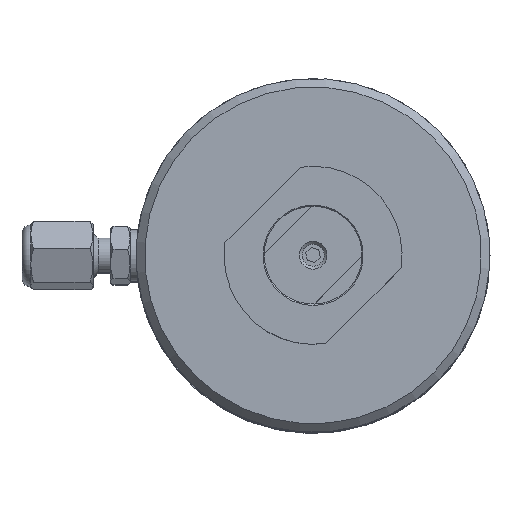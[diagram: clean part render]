
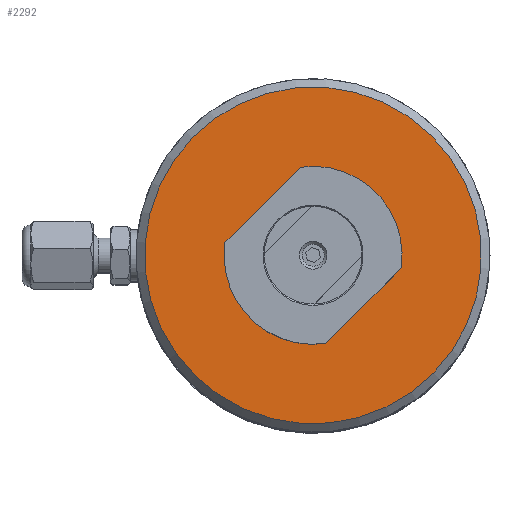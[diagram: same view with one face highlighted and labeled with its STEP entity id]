
A CAD part, top view. The second image highlights one B-rep face of the part: STEP entity #2292.
In plain terms, the highlighted planar face has unit normal (0, 0, 1).
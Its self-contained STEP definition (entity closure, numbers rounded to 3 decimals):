
#2243=CARTESIAN_POINT('',(1.671,-11.285,64.224));
#2244=DIRECTION('',(0.0,0.0,1.0));
#2245=DIRECTION('',(-0.715,0.699,0.0));
#2246=AXIS2_PLACEMENT_3D('',#2243,#2244,#2245);
#2247=PLANE('',#2246);
#2248=CARTESIAN_POINT('',(-8.296,-21.484,64.224));
#2249=VERTEX_POINT('',#2248);
#2250=CARTESIAN_POINT('',(12.7,0.,64.224));
#2251=DIRECTION('',(0.,0.,-1.0));
#2252=DIRECTION('',(0.699,0.715,0.));
#2253=AXIS2_PLACEMENT_3D('',#2250,#2251,#2252);
#2254=CIRCLE('',#2253,30.039);
#2255=EDGE_CURVE('',#2249,#2249,#2254,.T.);
#2256=ORIENTED_EDGE('',*,*,#2255,.F.);
#2257=EDGE_LOOP('',(#2256));
#2258=FACE_OUTER_BOUND('',#2257,.T.);
#2259=CARTESIAN_POINT('',(20.075,10.551,64.224));
#2260=VERTEX_POINT('',#2259);
#2261=CARTESIAN_POINT('',(21.577,9.083,64.224));
#2262=DIRECTION('',(0.,0.,-1.0));
#2263=DIRECTION('',(-0.715,0.699,0.));
#2264=AXIS2_PLACEMENT_3D('',#2261,#2262,#2263);
#2265=CIRCLE('',#2264,2.1);
#2266=EDGE_CURVE('',#2260,#2260,#2265,.T.);
#2267=ORIENTED_EDGE('',*,*,#2266,.T.);
#2268=EDGE_LOOP('',(#2267));
#2269=FACE_BOUND('',#2268,.T.);
#2270=CARTESIAN_POINT('',(2.322,-7.615,64.224));
#2271=VERTEX_POINT('',#2270);
#2272=CARTESIAN_POINT('',(3.823,-9.083,64.224));
#2273=DIRECTION('',(0.,0.,-1.0));
#2274=DIRECTION('',(-0.715,0.699,0.));
#2275=AXIS2_PLACEMENT_3D('',#2272,#2273,#2274);
#2276=CIRCLE('',#2275,2.1);
#2277=EDGE_CURVE('',#2271,#2271,#2276,.T.);
#2278=ORIENTED_EDGE('',*,*,#2277,.T.);
#2279=EDGE_LOOP('',(#2278));
#2280=FACE_BOUND('',#2279,.T.);
#2281=CARTESIAN_POINT('',(6.685,-6.155,64.224));
#2282=VERTEX_POINT('',#2281);
#2283=CARTESIAN_POINT('',(12.7,0.,64.224));
#2284=DIRECTION('',(0.,0.,1.0));
#2285=DIRECTION('',(0.699,0.715,0.));
#2286=AXIS2_PLACEMENT_3D('',#2283,#2284,#2285);
#2287=CIRCLE('',#2286,8.606);
#2288=EDGE_CURVE('',#2282,#2282,#2287,.T.);
#2289=ORIENTED_EDGE('',*,*,#2288,.F.);
#2290=EDGE_LOOP('',(#2289));
#2291=FACE_BOUND('',#2290,.T.);
#2292=ADVANCED_FACE('',(#2258,#2269,#2280,#2291),#2247,.T.);
